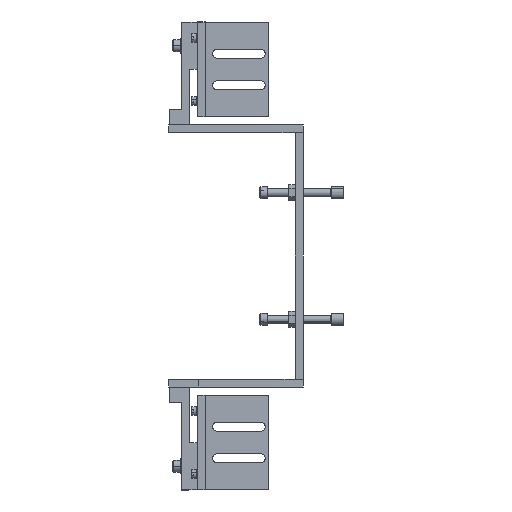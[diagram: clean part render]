
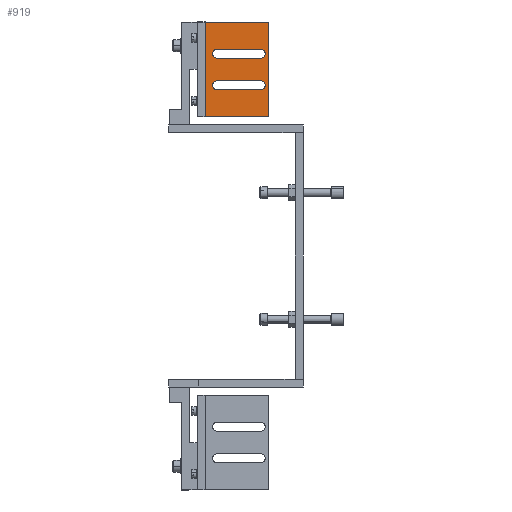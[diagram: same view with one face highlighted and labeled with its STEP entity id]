
A CAD part, left-side view. The second image highlights one B-rep face of the part: STEP entity #919.
In plain terms, the highlighted face is planar.
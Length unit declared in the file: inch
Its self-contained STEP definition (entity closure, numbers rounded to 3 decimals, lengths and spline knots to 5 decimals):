
#919 = ADVANCED_FACE ( 'NONE', ( #5209, #5213, #5210 ), #13729, .F. ) ;
#1932 = EDGE_CURVE ( 'NONE', #15801, #15797, #7983, .T. ) ;
#1936 = EDGE_CURVE ( 'NONE', #15797, #15793, #7994, .T. ) ;
#1939 = EDGE_CURVE ( 'NONE', #15793, #15805, #8000, .T. ) ;
#1945 = EDGE_CURVE ( 'NONE', #15805, #15801, #8009, .T. ) ;
#1957 = EDGE_CURVE ( 'NONE', #11534, #11540, #8025, .T. ) ;
#1958 = EDGE_CURVE ( 'NONE', #11540, #11514, #8026, .T. ) ;
#1959 = EDGE_CURVE ( 'NONE', #11514, #11536, #8030, .T. ) ;
#1960 = EDGE_CURVE ( 'NONE', #11536, #11534, #8031, .T. ) ;
#1961 = EDGE_CURVE ( 'NONE', #15808, #11520, #8033, .T. ) ;
#1962 = EDGE_CURVE ( 'NONE', #11520, #11522, #8028, .T. ) ;
#1963 = EDGE_CURVE ( 'NONE', #11522, #11504, #8036, .T. ) ;
#1964 = EDGE_CURVE ( 'NONE', #11504, #15808, #8037, .T. ) ;
#2997 = AXIS2_PLACEMENT_3D ( 'NONE', #13735, #13740, #13724 ) ;
#4391 = EDGE_LOOP ( 'NONE', ( #16095, #16096, #16097, #16098 ) ) ;
#4411 = EDGE_LOOP ( 'NONE', ( #16103, #16104, #16105, #16106 ) ) ;
#4412 = EDGE_LOOP ( 'NONE', ( #16099, #16100, #16101, #16102 ) ) ;
#5209 = FACE_BOUND ( 'NONE', #4391, .T. ) ;
#5210 = FACE_OUTER_BOUND ( 'NONE', #4411, .T. ) ;
#5213 = FACE_BOUND ( 'NONE', #4412, .T. ) ;
#7983 = LINE ( 'NONE', #9528, #7989 ) ;
#7989 = VECTOR ( 'NONE', #9533, 39.37008 ) ;
#7994 = LINE ( 'NONE', #9540, #7997 ) ;
#7997 = VECTOR ( 'NONE', #9541, 39.37008 ) ;
#8000 = LINE ( 'NONE', #9545, #8003 ) ;
#8003 = VECTOR ( 'NONE', #9546, 39.37008 ) ;
#8009 = LINE ( 'NONE', #9550, #8011 ) ;
#8011 = VECTOR ( 'NONE', #9551, 39.37008 ) ;
#8025 = LINE ( 'NONE', #9582, #8029 ) ;
#8026 = CIRCLE ( 'NONE', #10176, 0.14 ) ;
#8028 = CIRCLE ( 'NONE', #10178, 0.14 ) ;
#8029 = VECTOR ( 'NONE', #9588, 39.37008 ) ;
#8030 = LINE ( 'NONE', #9589, #8032 ) ;
#8031 = CIRCLE ( 'NONE', #10177, 0.14 ) ;
#8032 = VECTOR ( 'NONE', #9587, 39.37008 ) ;
#8033 = LINE ( 'NONE', #9590, #8035 ) ;
#8035 = VECTOR ( 'NONE', #9591, 39.37008 ) ;
#8036 = LINE ( 'NONE', #9599, #8038 ) ;
#8037 = CIRCLE ( 'NONE', #10179, 0.14 ) ;
#8038 = VECTOR ( 'NONE', #9595, 39.37008 ) ;
#9528 = CARTESIAN_POINT ( 'NONE',  ( -1.5, 1., -0.25 ) ) ;
#9533 = DIRECTION ( 'NONE',  ( 0., -1., 0. ) ) ;
#9540 = CARTESIAN_POINT ( 'NONE',  ( -1.5, -1., -0.25 ) ) ;
#9541 = DIRECTION ( 'NONE',  ( 1., 0., 0. ) ) ;
#9545 = CARTESIAN_POINT ( 'NONE',  ( 1.5, 1., -0.25 ) ) ;
#9546 = DIRECTION ( 'NONE',  ( 0., 1., 0. ) ) ;
#9550 = CARTESIAN_POINT ( 'NONE',  ( -1.5, 1., -0.25 ) ) ;
#9551 = DIRECTION ( 'NONE',  ( -1., 0., 0. ) ) ;
#9582 = CARTESIAN_POINT ( 'NONE',  ( 0.36, 0.625, -0.25 ) ) ;
#9587 = DIRECTION ( 'NONE',  ( 0., 1., 0. ) ) ;
#9588 = DIRECTION ( 'NONE',  ( 0., -1., 0. ) ) ;
#9589 = CARTESIAN_POINT ( 'NONE',  ( 0.64, -0.75, -0.25 ) ) ;
#9590 = CARTESIAN_POINT ( 'NONE',  ( -0.64, -0.75, -0.25 ) ) ;
#9591 = DIRECTION ( 'NONE',  ( 0., -1., 0. ) ) ;
#9592 = CARTESIAN_POINT ( 'NONE',  ( 0.5, -0.75, -0.25 ) ) ;
#9593 = DIRECTION ( 'NONE',  ( 0., 0., 1. ) ) ;
#9594 = DIRECTION ( 'NONE',  ( 1., 0., 0. ) ) ;
#9595 = DIRECTION ( 'NONE',  ( 0., 1., 0. ) ) ;
#9596 = CARTESIAN_POINT ( 'NONE',  ( 0.5, 0.625, -0.25 ) ) ;
#9597 = DIRECTION ( 'NONE',  ( 0., 0., 1. ) ) ;
#9598 = DIRECTION ( 'NONE',  ( 1., 0., 0. ) ) ;
#9599 = CARTESIAN_POINT ( 'NONE',  ( -0.36, 0.625, -0.25 ) ) ;
#9602 = CARTESIAN_POINT ( 'NONE',  ( -0.5, -0.75, -0.25 ) ) ;
#9603 = DIRECTION ( 'NONE',  ( 0., 0., 1. ) ) ;
#9604 = DIRECTION ( 'NONE',  ( -1., 0., 0. ) ) ;
#9605 = CARTESIAN_POINT ( 'NONE',  ( -0.5, 0.625, -0.25 ) ) ;
#9606 = DIRECTION ( 'NONE',  ( 0., 0., 1. ) ) ;
#9607 = DIRECTION ( 'NONE',  ( -1., 0., 0. ) ) ;
#10176 = AXIS2_PLACEMENT_3D ( 'NONE', #9592, #9593, #9594 ) ;
#10177 = AXIS2_PLACEMENT_3D ( 'NONE', #9596, #9597, #9598 ) ;
#10178 = AXIS2_PLACEMENT_3D ( 'NONE', #9602, #9603, #9604 ) ;
#10179 = AXIS2_PLACEMENT_3D ( 'NONE', #9605, #9606, #9607 ) ;
#11504 = VERTEX_POINT ( 'NONE', #11550 ) ;
#11514 = VERTEX_POINT ( 'NONE', #11557 ) ;
#11520 = VERTEX_POINT ( 'NONE', #11560 ) ;
#11522 = VERTEX_POINT ( 'NONE', #11562 ) ;
#11534 = VERTEX_POINT ( 'NONE', #11570 ) ;
#11536 = VERTEX_POINT ( 'NONE', #11572 ) ;
#11540 = VERTEX_POINT ( 'NONE', #11576 ) ;
#11550 = CARTESIAN_POINT ( 'NONE',  ( -0.36, 0.625, -0.25 ) ) ;
#11557 = CARTESIAN_POINT ( 'NONE',  ( 0.64, -0.75, -0.25 ) ) ;
#11560 = CARTESIAN_POINT ( 'NONE',  ( -0.64, -0.75, -0.25 ) ) ;
#11562 = CARTESIAN_POINT ( 'NONE',  ( -0.36, -0.75, -0.25 ) ) ;
#11570 = CARTESIAN_POINT ( 'NONE',  ( 0.36, 0.625, -0.25 ) ) ;
#11572 = CARTESIAN_POINT ( 'NONE',  ( 0.64, 0.625, -0.25 ) ) ;
#11576 = CARTESIAN_POINT ( 'NONE',  ( 0.36, -0.75, -0.25 ) ) ;
#11924 = CARTESIAN_POINT ( 'NONE',  ( 1.5, -1., -0.25 ) ) ;
#11932 = CARTESIAN_POINT ( 'NONE',  ( -1.5, -1., -0.25 ) ) ;
#11938 = CARTESIAN_POINT ( 'NONE',  ( -1.5, 1., -0.25 ) ) ;
#11944 = CARTESIAN_POINT ( 'NONE',  ( 1.5, 1., -0.25 ) ) ;
#11950 = CARTESIAN_POINT ( 'NONE',  ( -0.64, 0.625, -0.25 ) ) ;
#13724 = DIRECTION ( 'NONE',  ( 1., 0., 0. ) ) ;
#13729 = PLANE ( 'NONE',  #2997 ) ;
#13735 = CARTESIAN_POINT ( 'NONE',  ( -1.5, 1., -0.25 ) ) ;
#13740 = DIRECTION ( 'NONE',  ( 0., 0., 1. ) ) ;
#15793 = VERTEX_POINT ( 'NONE', #11924 ) ;
#15797 = VERTEX_POINT ( 'NONE', #11932 ) ;
#15801 = VERTEX_POINT ( 'NONE', #11938 ) ;
#15805 = VERTEX_POINT ( 'NONE', #11944 ) ;
#15808 = VERTEX_POINT ( 'NONE', #11950 ) ;
#16095 = ORIENTED_EDGE ( 'NONE', *, *, #1957, .T. ) ;
#16096 = ORIENTED_EDGE ( 'NONE', *, *, #1958, .T. ) ;
#16097 = ORIENTED_EDGE ( 'NONE', *, *, #1959, .T. ) ;
#16098 = ORIENTED_EDGE ( 'NONE', *, *, #1960, .T. ) ;
#16099 = ORIENTED_EDGE ( 'NONE', *, *, #1961, .T. ) ;
#16100 = ORIENTED_EDGE ( 'NONE', *, *, #1962, .T. ) ;
#16101 = ORIENTED_EDGE ( 'NONE', *, *, #1963, .T. ) ;
#16102 = ORIENTED_EDGE ( 'NONE', *, *, #1964, .T. ) ;
#16103 = ORIENTED_EDGE ( 'NONE', *, *, #1932, .F. ) ;
#16104 = ORIENTED_EDGE ( 'NONE', *, *, #1945, .F. ) ;
#16105 = ORIENTED_EDGE ( 'NONE', *, *, #1939, .F. ) ;
#16106 = ORIENTED_EDGE ( 'NONE', *, *, #1936, .F. ) ;
